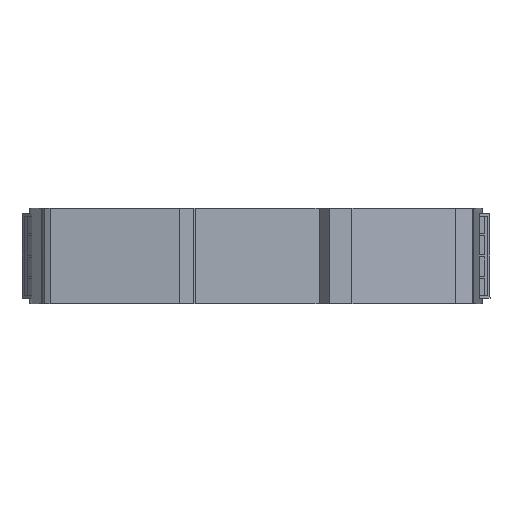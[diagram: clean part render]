
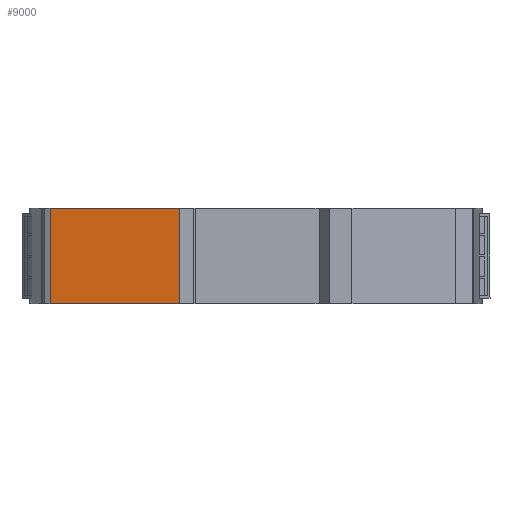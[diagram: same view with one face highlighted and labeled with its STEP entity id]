
A CAD part, front view. The second image highlights one B-rep face of the part: STEP entity #9000.
In plain terms, the highlighted planar face has unit normal (-0.103, -0.995, 0).
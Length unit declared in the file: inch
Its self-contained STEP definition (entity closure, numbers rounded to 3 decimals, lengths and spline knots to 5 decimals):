
#374 = CARTESIAN_POINT ( 'NONE',  ( -3.61215, -1.20592, 0.44488 ) ) ;
#880 = EDGE_CURVE ( 'NONE', #1151, #10083, #5829, .T. ) ;
#1031 = ORIENTED_EDGE ( 'NONE', *, *, #16450, .T. ) ;
#1151 = VERTEX_POINT ( 'NONE', #11104 ) ;
#2659 = CARTESIAN_POINT ( 'NONE',  ( -2.40849, -1.33042, 0.44488 ) ) ;
#4324 = CARTESIAN_POINT ( 'NONE',  ( -2.40849, -1.33042, 1.33071 ) ) ;
#4710 = VECTOR ( 'NONE', #15847, 39.37008 ) ;
#4756 = LINE ( 'NONE', #21121, #15106 ) ;
#5055 = AXIS2_PLACEMENT_3D ( 'NONE', #15142, #18056, #18481 ) ;
#5123 = FACE_OUTER_BOUND ( 'NONE', #13320, .T. ) ;
#5829 = LINE ( 'NONE', #15519, #4710 ) ;
#6269 = DIRECTION ( 'NONE',  ( 0.995, -0.103, 0. ) ) ;
#7048 = LINE ( 'NONE', #374, #8216 ) ;
#7401 = ORIENTED_EDGE ( 'NONE', *, *, #880, .F. ) ;
#8216 = VECTOR ( 'NONE', #8352, 39.37008 ) ;
#8352 = DIRECTION ( 'NONE',  ( 0., 0., -1. ) ) ;
#8360 = PLANE ( 'NONE',  #5055 ) ;
#8784 = LINE ( 'NONE', #10614, #20041 ) ;
#9000 = ADVANCED_FACE ( 'NONE', ( #5123 ), #8360, .T. ) ;
#9045 = EDGE_CURVE ( 'NONE', #15922, #10083, #8784, .T. ) ;
#9292 = CARTESIAN_POINT ( 'NONE',  ( -3.61215, -1.20592, 0.44488 ) ) ;
#10083 = VERTEX_POINT ( 'NONE', #4324 ) ;
#10614 = CARTESIAN_POINT ( 'NONE',  ( -2.40849, -1.33042, 0.44488 ) ) ;
#11104 = CARTESIAN_POINT ( 'NONE',  ( -3.61215, -1.20592, 1.33071 ) ) ;
#12071 = VERTEX_POINT ( 'NONE', #9292 ) ;
#12324 = DIRECTION ( 'NONE',  ( 0., 0., 1. ) ) ;
#13320 = EDGE_LOOP ( 'NONE', ( #1031, #13681, #7401, #18939 ) ) ;
#13681 = ORIENTED_EDGE ( 'NONE', *, *, #9045, .T. ) ;
#15106 = VECTOR ( 'NONE', #6269, 39.37008 ) ;
#15142 = CARTESIAN_POINT ( 'NONE',  ( -3.61215, -1.20592, 0.44488 ) ) ;
#15519 = CARTESIAN_POINT ( 'NONE',  ( -3.61215, -1.20592, 1.33071 ) ) ;
#15847 = DIRECTION ( 'NONE',  ( 0.995, -0.103, 0. ) ) ;
#15922 = VERTEX_POINT ( 'NONE', #2659 ) ;
#16450 = EDGE_CURVE ( 'NONE', #12071, #15922, #4756, .T. ) ;
#18056 = DIRECTION ( 'NONE',  ( -0.103, -0.995, 0. ) ) ;
#18481 = DIRECTION ( 'NONE',  ( 0.995, -0.103, 0. ) ) ;
#18860 = EDGE_CURVE ( 'NONE', #1151, #12071, #7048, .T. ) ;
#18939 = ORIENTED_EDGE ( 'NONE', *, *, #18860, .T. ) ;
#20041 = VECTOR ( 'NONE', #12324, 39.37008 ) ;
#21121 = CARTESIAN_POINT ( 'NONE',  ( -3.61215, -1.20592, 0.44488 ) ) ;
